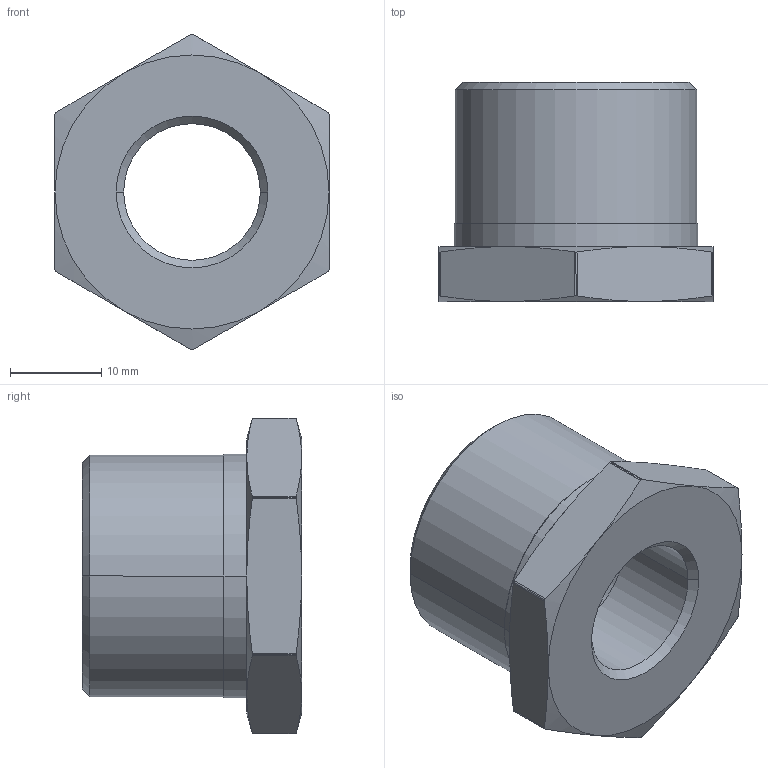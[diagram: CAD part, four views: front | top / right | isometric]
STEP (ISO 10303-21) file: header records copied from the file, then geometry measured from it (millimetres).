
FILE_DESCRIPTION (( 'STEP AP214' ), '1' );
FILE_NAME ('heco_RS-034-038-I.STEP', '2017-05-16T14:08:54', ( '' ), ( '' ), 'SwSTEP 2.0', 'SolidWorks 2016', '' );
FILE_SCHEMA (( 'AUTOMOTIVE_DESIGN' ));
Length unit declared in the file: millimetre
Products named in the file (1): heco_RS-034-038-I
Bounding box: 30 x 24 x 34.55 mm (x, y, z)
Volume: 9582.3 mm3; surface area: 4435 mm2
Topology: 1 solids, 1 shells, 254 faces, 655 edges, 430 vertices
Faces by surface type: bspline 118, plane 96, cylinder 20, cone 20
Entity records: 16154 total; most frequent: CARTESIAN_POINT 8682, ORIENTED_EDGE 1310, DIRECTION 681, EDGE_CURVE 655, VERTEX_POINT 430, VECTOR 335, LINE 335, EDGE_LOOP 283
